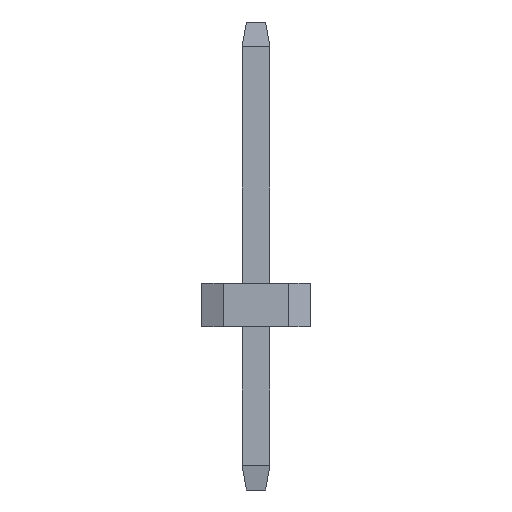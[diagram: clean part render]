
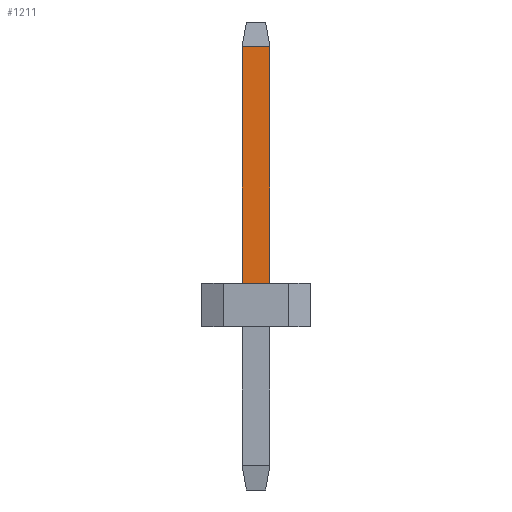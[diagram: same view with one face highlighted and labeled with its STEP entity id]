
A CAD part, left-side view. The second image highlights one B-rep face of the part: STEP entity #1211.
In plain terms, the highlighted planar face has unit normal (-1, 0, 0).
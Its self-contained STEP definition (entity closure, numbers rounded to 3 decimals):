
#384 = CARTESIAN_POINT ( 'NONE',  ( -49.85, -0.32, 1. ) ) ;
#504 = EDGE_CURVE ( 'NONE', #4689, #3630, #3362, .T. ) ;
#521 = VECTOR ( 'NONE', #641, 1000. ) ;
#641 = DIRECTION ( 'NONE',  ( 0., 1., 0. ) ) ;
#862 = ORIENTED_EDGE ( 'NONE', *, *, #504, .T. ) ;
#912 = ORIENTED_EDGE ( 'NONE', *, *, #1005, .T. ) ;
#1005 = EDGE_CURVE ( 'NONE', #3856, #4689, #4373, .T. ) ;
#1067 = VERTEX_POINT ( 'NONE', #2597 ) ;
#1211 = ADVANCED_FACE ( 'NONE', ( #3967 ), #3945, .T. ) ;
#1308 = DIRECTION ( 'NONE',  ( -1., 0., 0. ) ) ;
#1820 = LINE ( 'NONE', #3305, #4267 ) ;
#1842 = DIRECTION ( 'NONE',  ( 0., 0., 1. ) ) ;
#2142 = DIRECTION ( 'NONE',  ( 0., 0., -1. ) ) ;
#2560 = CARTESIAN_POINT ( 'NONE',  ( -49.85, 0.32, -3.75 ) ) ;
#2597 = CARTESIAN_POINT ( 'NONE',  ( -49.85, -0.32, 1. ) ) ;
#2638 = DIRECTION ( 'NONE',  ( 0., -1., 0. ) ) ;
#2850 = DIRECTION ( 'NONE',  ( 0., 0., 1. ) ) ;
#3074 = EDGE_CURVE ( 'NONE', #1067, #3856, #1820, .T. ) ;
#3291 = ORIENTED_EDGE ( 'NONE', *, *, #3322, .T. ) ;
#3305 = CARTESIAN_POINT ( 'NONE',  ( -49.85, -0.32, -3.75 ) ) ;
#3322 = EDGE_CURVE ( 'NONE', #3630, #1067, #3817, .T. ) ;
#3362 = LINE ( 'NONE', #2560, #4245 ) ;
#3630 = VERTEX_POINT ( 'NONE', #4704 ) ;
#3805 = ORIENTED_EDGE ( 'NONE', *, *, #3074, .T. ) ;
#3817 = LINE ( 'NONE', #384, #4259 ) ;
#3856 = VERTEX_POINT ( 'NONE', #4486 ) ;
#3945 = PLANE ( 'NONE',  #4555 ) ;
#3967 = FACE_OUTER_BOUND ( 'NONE', #4370, .T. ) ;
#4245 = VECTOR ( 'NONE', #2142, 1000. ) ;
#4259 = VECTOR ( 'NONE', #2638, 1000. ) ;
#4267 = VECTOR ( 'NONE', #1842, 1000. ) ;
#4370 = EDGE_LOOP ( 'NONE', ( #3291, #3805, #912, #862 ) ) ;
#4373 = LINE ( 'NONE', #4737, #521 ) ;
#4486 = CARTESIAN_POINT ( 'NONE',  ( -49.85, -0.32, 6.433 ) ) ;
#4555 = AXIS2_PLACEMENT_3D ( 'NONE', #4774, #1308, #2850 ) ;
#4689 = VERTEX_POINT ( 'NONE', #4713 ) ;
#4704 = CARTESIAN_POINT ( 'NONE',  ( -49.85, 0.32, 1. ) ) ;
#4713 = CARTESIAN_POINT ( 'NONE',  ( -49.85, 0.32, 6.433 ) ) ;
#4737 = CARTESIAN_POINT ( 'NONE',  ( -49.85, 0.32, 6.433 ) ) ;
#4774 = CARTESIAN_POINT ( 'NONE',  ( -49.85, 0., 0. ) ) ;
